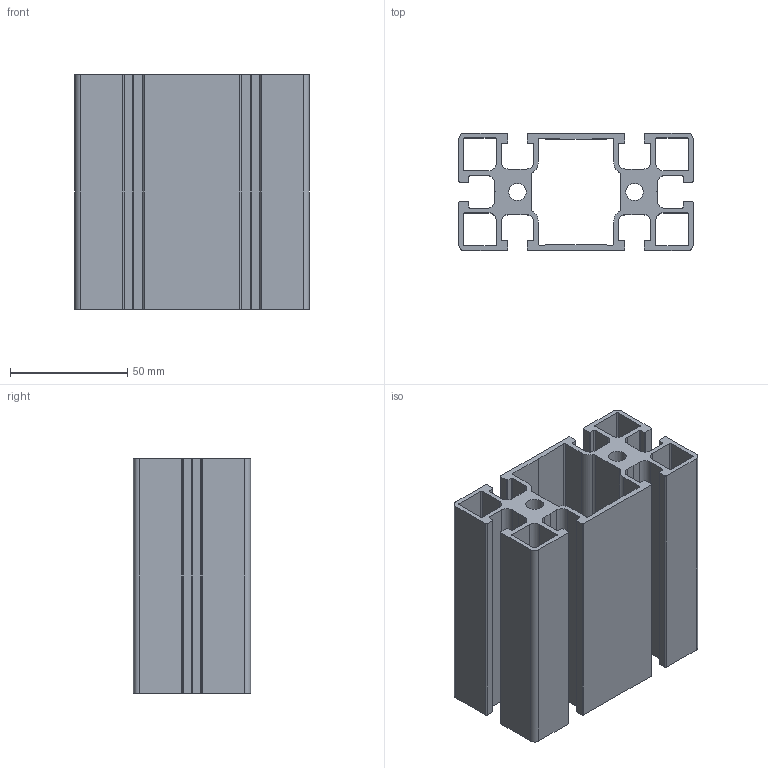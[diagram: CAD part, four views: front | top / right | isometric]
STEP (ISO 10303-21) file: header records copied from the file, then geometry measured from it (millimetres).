
FILE_DESCRIPTION(/* description */ (''),/* implementation_level */ '2;1');
FILE_NAME(/* name */ 'BPRDD0000492.stp',/* time_stamp */ '2017-07-13T18:50:11+02:00',/* author */ ('fzagni'),/* organization */ (''),/* preprocessor_version */ 'ST-DEVELOPER v16.1',/* originating_system */ 'Autodesk Inventor 2016',/* authorisation */ '');
FILE_SCHEMA (('AUTOMOTIVE_DESIGN { 1 0 10303 214 3 1 1 }'));
Length unit declared in the file: millimetre
Products named in the file (1): BPRDD0000492
Bounding box: 100 x 50 x 100 mm (x, y, z)
Volume: 145949.6 mm3; surface area: 97500.1 mm2
Topology: 1 solids, 1 shells, 180 faces, 534 edges, 356 vertices
Faces by surface type: plane 94, cylinder 86
Full cylindrical faces by diameter (mm): 7.47 x2
Entity records: 6112 total; most frequent: CARTESIAN_POINT 1069, DIRECTION 1066, ORIENTED_EDGE 1064, EDGE_CURVE 532, LINE 360, VECTOR 360, VERTEX_POINT 356, AXIS2_PLACEMENT_3D 353
